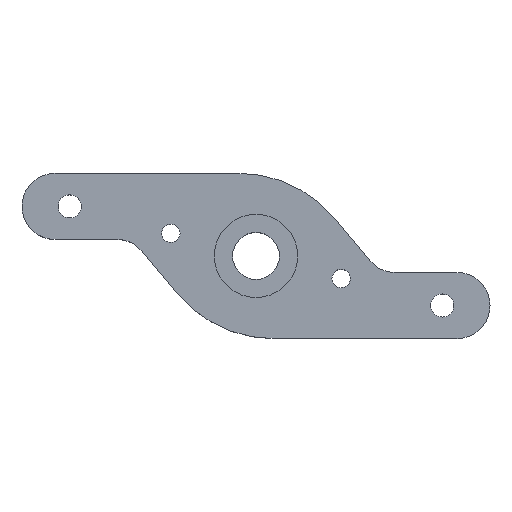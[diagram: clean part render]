
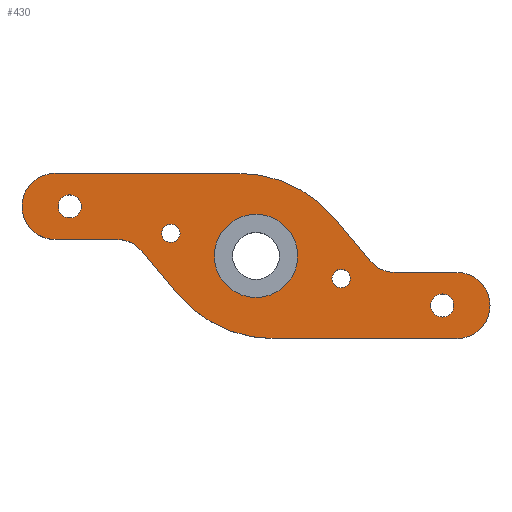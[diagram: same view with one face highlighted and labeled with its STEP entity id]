
A CAD part, top view. The second image highlights one B-rep face of the part: STEP entity #430.
In plain terms, the highlighted planar face has unit normal (0, 0, 1).
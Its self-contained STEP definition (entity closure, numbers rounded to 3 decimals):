
#15=FACE_BOUND('',#67,.T.);
#16=FACE_BOUND('',#68,.T.);
#17=FACE_BOUND('',#69,.T.);
#18=FACE_BOUND('',#70,.T.);
#19=FACE_BOUND('',#71,.T.);
#29=PLANE('',#471);
#41=FACE_OUTER_BOUND('',#66,.T.);
#66=EDGE_LOOP('',(#302,#303,#304,#305,#306,#307,#308,#309,#310,#311,#312,
#313));
#67=EDGE_LOOP('',(#314));
#68=EDGE_LOOP('',(#315));
#69=EDGE_LOOP('',(#316));
#70=EDGE_LOOP('',(#317));
#71=EDGE_LOOP('',(#318));
#104=LINE('',#672,#136);
#107=LINE('',#678,#139);
#108=LINE('',#682,#140);
#109=LINE('',#686,#141);
#110=LINE('',#690,#142);
#111=LINE('',#694,#143);
#136=VECTOR('',#532,10.);
#139=VECTOR('',#537,10.);
#140=VECTOR('',#540,10.);
#141=VECTOR('',#543,10.);
#142=VECTOR('',#546,10.);
#143=VECTOR('',#549,10.);
#167=CIRCLE('',#469,22.5);
#168=CIRCLE('',#472,6.);
#169=CIRCLE('',#473,6.);
#170=CIRCLE('',#474,22.5);
#171=CIRCLE('',#475,6.);
#172=CIRCLE('',#476,6.);
#173=CIRCLE('',#477,1.666);
#174=CIRCLE('',#478,1.666);
#175=CIRCLE('',#479,7.55);
#176=CIRCLE('',#480,2.1);
#177=CIRCLE('',#481,2.1);
#196=VERTEX_POINT('',#665);
#197=VERTEX_POINT('',#667);
#198=VERTEX_POINT('',#671);
#200=VERTEX_POINT('',#677);
#201=VERTEX_POINT('',#679);
#202=VERTEX_POINT('',#681);
#203=VERTEX_POINT('',#683);
#204=VERTEX_POINT('',#685);
#205=VERTEX_POINT('',#687);
#206=VERTEX_POINT('',#689);
#207=VERTEX_POINT('',#691);
#208=VERTEX_POINT('',#693);
#209=VERTEX_POINT('',#696);
#210=VERTEX_POINT('',#698);
#211=VERTEX_POINT('',#700);
#212=VERTEX_POINT('',#702);
#213=VERTEX_POINT('',#704);
#236=EDGE_CURVE('',#196,#197,#167,.T.);
#238=EDGE_CURVE('',#198,#197,#104,.T.);
#241=EDGE_CURVE('',#196,#200,#107,.T.);
#242=EDGE_CURVE('',#201,#200,#168,.T.);
#243=EDGE_CURVE('',#201,#202,#108,.T.);
#244=EDGE_CURVE('',#203,#202,#169,.T.);
#245=EDGE_CURVE('',#203,#204,#109,.T.);
#246=EDGE_CURVE('',#205,#204,#170,.T.);
#247=EDGE_CURVE('',#205,#206,#110,.T.);
#248=EDGE_CURVE('',#207,#206,#171,.T.);
#249=EDGE_CURVE('',#207,#208,#111,.T.);
#250=EDGE_CURVE('',#198,#208,#172,.T.);
#251=EDGE_CURVE('',#209,#209,#173,.T.);
#252=EDGE_CURVE('',#210,#210,#174,.T.);
#253=EDGE_CURVE('',#211,#211,#175,.T.);
#254=EDGE_CURVE('',#212,#212,#176,.T.);
#255=EDGE_CURVE('',#213,#213,#177,.T.);
#302=ORIENTED_EDGE('',*,*,#236,.F.);
#303=ORIENTED_EDGE('',*,*,#241,.T.);
#304=ORIENTED_EDGE('',*,*,#242,.F.);
#305=ORIENTED_EDGE('',*,*,#243,.T.);
#306=ORIENTED_EDGE('',*,*,#244,.F.);
#307=ORIENTED_EDGE('',*,*,#245,.T.);
#308=ORIENTED_EDGE('',*,*,#246,.F.);
#309=ORIENTED_EDGE('',*,*,#247,.T.);
#310=ORIENTED_EDGE('',*,*,#248,.F.);
#311=ORIENTED_EDGE('',*,*,#249,.T.);
#312=ORIENTED_EDGE('',*,*,#250,.F.);
#313=ORIENTED_EDGE('',*,*,#238,.T.);
#314=ORIENTED_EDGE('',*,*,#251,.T.);
#315=ORIENTED_EDGE('',*,*,#252,.T.);
#316=ORIENTED_EDGE('',*,*,#253,.T.);
#317=ORIENTED_EDGE('',*,*,#254,.T.);
#318=ORIENTED_EDGE('',*,*,#255,.T.);
#430=ADVANCED_FACE('',(#41,#15,#16,#17,#18,#19),#29,.T.);
#469=AXIS2_PLACEMENT_3D('',#668,#527,#528);
#471=AXIS2_PLACEMENT_3D('',#676,#535,#536);
#472=AXIS2_PLACEMENT_3D('',#680,#538,#539);
#473=AXIS2_PLACEMENT_3D('',#684,#541,#542);
#474=AXIS2_PLACEMENT_3D('',#688,#544,#545);
#475=AXIS2_PLACEMENT_3D('',#692,#547,#548);
#476=AXIS2_PLACEMENT_3D('',#695,#550,#551);
#477=AXIS2_PLACEMENT_3D('',#697,#552,#553);
#478=AXIS2_PLACEMENT_3D('',#699,#554,#555);
#479=AXIS2_PLACEMENT_3D('',#701,#556,#557);
#480=AXIS2_PLACEMENT_3D('',#703,#558,#559);
#481=AXIS2_PLACEMENT_3D('',#705,#560,#561);
#527=DIRECTION('center_axis',(0.,0.,-1.));
#528=DIRECTION('ref_axis',(-0.423,-0.906,0.));
#532=DIRECTION('',(0.643,-0.766,0.));
#535=DIRECTION('center_axis',(0.,0.,1.));
#536=DIRECTION('ref_axis',(1.,0.,0.));
#537=DIRECTION('',(1.,0.,0.));
#538=DIRECTION('center_axis',(0.,0.,-1.));
#539=DIRECTION('ref_axis',(0.707,-0.707,0.));
#540=DIRECTION('',(-1.,0.,0.));
#541=DIRECTION('center_axis',(0.,0.,1.));
#542=DIRECTION('ref_axis',(-0.423,-0.906,0.));
#543=DIRECTION('',(-0.643,0.766,0.));
#544=DIRECTION('center_axis',(0.,0.,-1.));
#545=DIRECTION('ref_axis',(0.423,0.906,0.));
#546=DIRECTION('',(-1.,0.,0.));
#547=DIRECTION('center_axis',(0.,0.,-1.));
#548=DIRECTION('ref_axis',(-0.707,0.707,0.));
#549=DIRECTION('',(1.,0.,0.));
#550=DIRECTION('center_axis',(0.,0.,1.));
#551=DIRECTION('ref_axis',(0.423,0.906,0.));
#552=DIRECTION('center_axis',(0.,0.,-1.));
#553=DIRECTION('ref_axis',(-1.,0.,0.));
#554=DIRECTION('center_axis',(0.,0.,-1.));
#555=DIRECTION('ref_axis',(-1.,0.,0.));
#556=DIRECTION('center_axis',(0.,0.,-1.));
#557=DIRECTION('ref_axis',(-1.,0.,0.));
#558=DIRECTION('center_axis',(0.,0.,-1.));
#559=DIRECTION('ref_axis',(-1.,0.,0.));
#560=DIRECTION('center_axis',(0.,0.,-1.));
#561=DIRECTION('ref_axis',(-1.,0.,0.));
#665=CARTESIAN_POINT('',(3.096,-15.,9.5));
#667=CARTESIAN_POINT('',(-14.14,-6.963,9.5));
#668=CARTESIAN_POINT('Origin',(3.096,7.5,9.5));
#671=CARTESIAN_POINT('',(-20.702,0.857,9.5));
#672=CARTESIAN_POINT('',(-17.113,-3.42,9.5));
#676=CARTESIAN_POINT('Origin',(0.,0.,9.5));
#677=CARTESIAN_POINT('',(36.5,-15.,9.5));
#678=CARTESIAN_POINT('',(42.5,-15.,9.5));
#679=CARTESIAN_POINT('',(36.5,-3.,9.5));
#680=CARTESIAN_POINT('Origin',(36.5,-9.,9.5));
#681=CARTESIAN_POINT('',(25.298,-3.,9.5));
#682=CARTESIAN_POINT('',(21.25,-3.,9.5));
#683=CARTESIAN_POINT('',(20.702,-0.857,9.5));
#684=CARTESIAN_POINT('Origin',(25.298,3.,9.5));
#685=CARTESIAN_POINT('',(14.14,6.963,9.5));
#686=CARTESIAN_POINT('',(17.113,3.42,9.5));
#687=CARTESIAN_POINT('',(-3.096,15.,9.5));
#688=CARTESIAN_POINT('Origin',(-3.096,-7.5,9.5));
#689=CARTESIAN_POINT('',(-36.5,15.,9.5));
#690=CARTESIAN_POINT('',(-42.5,15.,9.5));
#691=CARTESIAN_POINT('',(-36.5,3.,9.5));
#692=CARTESIAN_POINT('Origin',(-36.5,9.,9.5));
#693=CARTESIAN_POINT('',(-25.298,3.,9.5));
#694=CARTESIAN_POINT('',(-21.25,3.,9.5));
#695=CARTESIAN_POINT('Origin',(-25.298,-3.,9.5));
#696=CARTESIAN_POINT('',(-13.796,4.114,9.5));
#697=CARTESIAN_POINT('Origin',(-15.462,4.114,9.5));
#698=CARTESIAN_POINT('',(17.128,-4.114,9.5));
#699=CARTESIAN_POINT('Origin',(15.462,-4.114,9.5));
#700=CARTESIAN_POINT('',(7.55,0.,9.5));
#701=CARTESIAN_POINT('Origin',(0.,0.,9.5));
#702=CARTESIAN_POINT('',(-31.723,9.,9.5));
#703=CARTESIAN_POINT('Origin',(-33.823,9.,9.5));
#704=CARTESIAN_POINT('',(35.923,-9.,9.5));
#705=CARTESIAN_POINT('Origin',(33.823,-9.,9.5));
